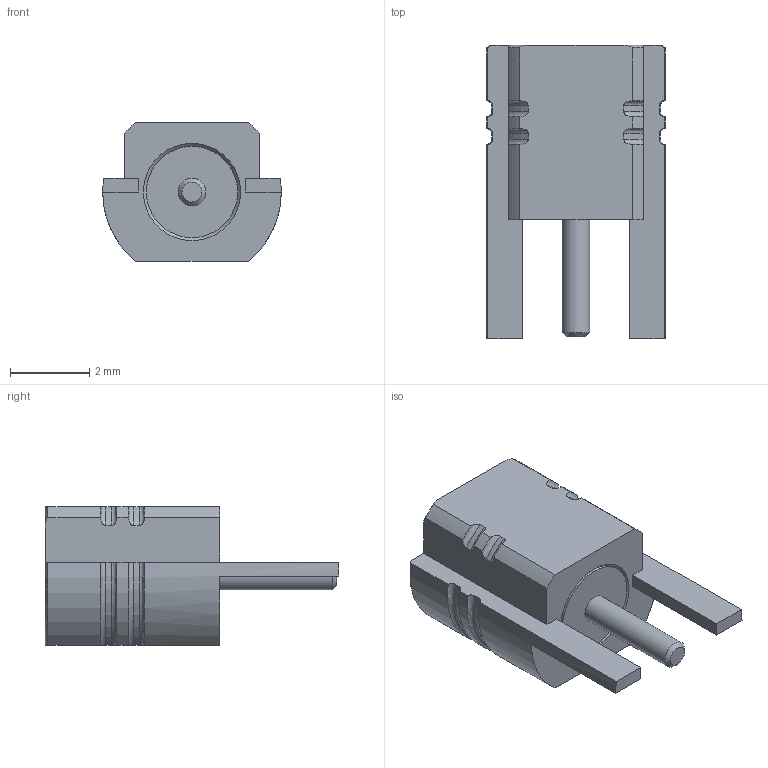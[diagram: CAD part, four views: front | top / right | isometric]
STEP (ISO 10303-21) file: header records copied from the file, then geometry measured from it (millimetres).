
FILE_DESCRIPTION(/* description */ ('STEP AP214'),/* implementation_level */ '2;1');
FILE_NAME(/* name */ 'MMCXV-J-P-HF-ST-EM1',/* time_stamp */ '2024-05-28T06:23:37+02:00',/* author */ ('License CC BY-ND 4.0'),/* organization */ ('CADENAS'),/* preprocessor_version */ 'ST-DEVELOPER v19.3',/* originating_system */ 'PARTsolutions',/* authorisation */ ' ');
FILE_SCHEMA (('AUTOMOTIVE_DESIGN {1 0 10303 214 3 1 1}'));
Length unit declared in the file: millimetre
Products named in the file (1): MMCXV-J-P-HF-ST-EM1
Bounding box: 4.5 x 7.4 x 3.5 mm (x, y, z)
Volume: 48.7 mm3; surface area: 135.1 mm2
Topology: 1 solids, 1 shells, 78 faces, 208 edges, 137 vertices
Faces by surface type: cylinder 24, plane 23, torus 21, cone 10
Full cylindrical faces by diameter (mm): 0.7 x1, 2.3 x2, 2.41 x1
Entity records: 2468 total; most frequent: CARTESIAN_POINT 569, ORIENTED_EDGE 396, DIRECTION 372, EDGE_CURVE 198, AXIS2_PLACEMENT_3D 147, VERTEX_POINT 136, EDGE_LOOP 92, FACE_BOUND 92
